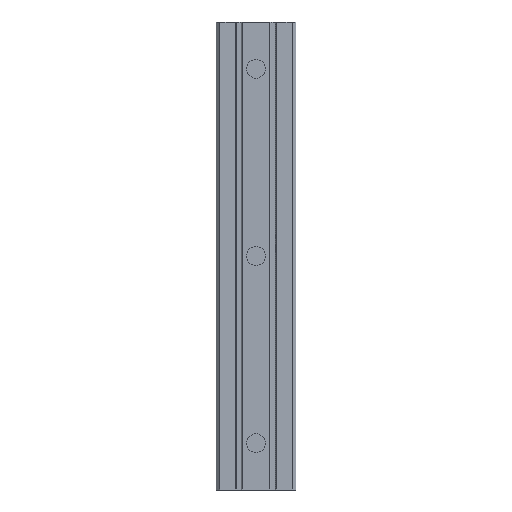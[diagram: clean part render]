
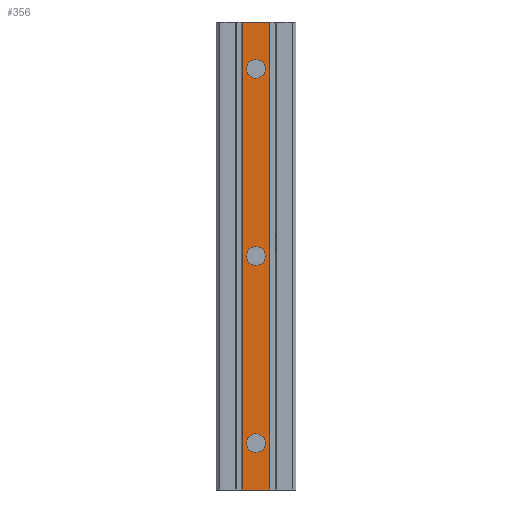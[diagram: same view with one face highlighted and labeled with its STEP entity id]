
A CAD part, front view. The second image highlights one B-rep face of the part: STEP entity #356.
In plain terms, the highlighted planar face has unit normal (0, -1, 0).
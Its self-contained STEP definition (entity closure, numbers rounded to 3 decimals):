
#128 = VERTEX_POINT ( 'NONE', #658 ) ;
#147 = VERTEX_POINT ( 'NONE', #813 ) ;
#149 = EDGE_CURVE ( 'NONE', #147, #150, #812, .T. ) ;
#150 = VERTEX_POINT ( 'NONE', #807 ) ;
#153 = EDGE_CURVE ( 'NONE', #128, #154, #650, .T. ) ;
#154 = VERTEX_POINT ( 'NONE', #645 ) ;
#172 = EDGE_CURVE ( 'NONE', #289, #286, #969, .T. ) ;
#176 = EDGE_CURVE ( 'NONE', #177, #178, #896, .T. ) ;
#177 = VERTEX_POINT ( 'NONE', #892 ) ;
#178 = VERTEX_POINT ( 'NONE', #891 ) ;
#200 = VERTEX_POINT ( 'NONE', #1069 ) ;
#243 = ORIENTED_EDGE ( 'NONE', *, *, #273, .F. ) ;
#244 = ORIENTED_EDGE ( 'NONE', *, *, #149, .F. ) ;
#245 = EDGE_LOOP ( 'NONE', ( #246, #247 ) ) ;
#246 = ORIENTED_EDGE ( 'NONE', *, *, #271, .F. ) ;
#247 = ORIENTED_EDGE ( 'NONE', *, *, #153, .F. ) ;
#248 = EDGE_LOOP ( 'NONE', ( #249, #251, #252, #254 ) ) ;
#249 = ORIENTED_EDGE ( 'NONE', *, *, #250, .F. ) ;
#250 = EDGE_CURVE ( 'NONE', #311, #177, #1045, .T. ) ;
#251 = ORIENTED_EDGE ( 'NONE', *, *, #267, .F. ) ;
#252 = ORIENTED_EDGE ( 'NONE', *, *, #253, .T. ) ;
#253 = EDGE_CURVE ( 'NONE', #200, #178, #1041, .T. ) ;
#254 = ORIENTED_EDGE ( 'NONE', *, *, #176, .F. ) ;
#267 = EDGE_CURVE ( 'NONE', #200, #311, #956, .T. ) ;
#271 = EDGE_CURVE ( 'NONE', #154, #128, #952, .T. ) ;
#273 = EDGE_CURVE ( 'NONE', #150, #147, #940, .T. ) ;
#286 = VERTEX_POINT ( 'NONE', #1104 ) ;
#288 = EDGE_CURVE ( 'NONE', #286, #289, #1103, .T. ) ;
#289 = VERTEX_POINT ( 'NONE', #1098 ) ;
#311 = VERTEX_POINT ( 'NONE', #1270 ) ;
#356 = ADVANCED_FACE ( 'NONE', ( #1184, #1183, #1182, #1181 ), #1180, .F. ) ;
#357 = EDGE_LOOP ( 'NONE', ( #358, #359 ) ) ;
#358 = ORIENTED_EDGE ( 'NONE', *, *, #172, .F. ) ;
#359 = ORIENTED_EDGE ( 'NONE', *, *, #288, .F. ) ;
#360 = EDGE_LOOP ( 'NONE', ( #243, #244 ) ) ;
#645 = CARTESIAN_POINT ( 'NONE',  ( 0., -29., 76. ) ) ;
#646 = DIRECTION ( 'NONE',  ( 0., 0., -1. ) ) ;
#647 = DIRECTION ( 'NONE',  ( 0., -1., 0. ) ) ;
#648 = CARTESIAN_POINT ( 'NONE',  ( 0., -29., 80. ) ) ;
#649 = AXIS2_PLACEMENT_3D ( 'NONE', #648, #647, #646 ) ;
#650 = CIRCLE ( 'NONE', #649, 4. ) ;
#658 = CARTESIAN_POINT ( 'NONE',  ( 0., -29., 84. ) ) ;
#807 = CARTESIAN_POINT ( 'NONE',  ( 0., -29., -4. ) ) ;
#808 = DIRECTION ( 'NONE',  ( 0., 0., -1. ) ) ;
#809 = DIRECTION ( 'NONE',  ( 0., -1., 0. ) ) ;
#810 = CARTESIAN_POINT ( 'NONE',  ( 0., -29., 0. ) ) ;
#811 = AXIS2_PLACEMENT_3D ( 'NONE', #810, #809, #808 ) ;
#812 = CIRCLE ( 'NONE', #811, 4. ) ;
#813 = CARTESIAN_POINT ( 'NONE',  ( 0., -29., 4. ) ) ;
#891 = CARTESIAN_POINT ( 'NONE',  ( 5.85, -29., -100. ) ) ;
#892 = CARTESIAN_POINT ( 'NONE',  ( 5.85, -29., 100. ) ) ;
#893 = DIRECTION ( 'NONE',  ( 0., 0., -1. ) ) ;
#894 = VECTOR ( 'NONE', #893, 1000. ) ;
#895 = CARTESIAN_POINT ( 'NONE',  ( 5.85, -29., 0. ) ) ;
#896 = LINE ( 'NONE', #895, #894 ) ;
#937 = DIRECTION ( 'NONE',  ( 0., 0., -1. ) ) ;
#938 = DIRECTION ( 'NONE',  ( 0., -1., 0. ) ) ;
#939 = AXIS2_PLACEMENT_3D ( 'NONE', #945, #938, #937 ) ;
#940 = CIRCLE ( 'NONE', #939, 4. ) ;
#945 = CARTESIAN_POINT ( 'NONE',  ( 0., -29., 0. ) ) ;
#948 = DIRECTION ( 'NONE',  ( 0., 0., -1. ) ) ;
#949 = DIRECTION ( 'NONE',  ( 0., -1., 0. ) ) ;
#950 = CARTESIAN_POINT ( 'NONE',  ( 0., -29., 80. ) ) ;
#951 = AXIS2_PLACEMENT_3D ( 'NONE', #950, #949, #948 ) ;
#952 = CIRCLE ( 'NONE', #951, 4. ) ;
#953 = DIRECTION ( 'NONE',  ( 0., 0., 1. ) ) ;
#954 = VECTOR ( 'NONE', #953, 1000. ) ;
#955 = CARTESIAN_POINT ( 'NONE',  ( -5.85, -29., 0. ) ) ;
#956 = LINE ( 'NONE', #955, #954 ) ;
#965 = DIRECTION ( 'NONE',  ( 0., 0., -1. ) ) ;
#966 = DIRECTION ( 'NONE',  ( 0., -1., 0. ) ) ;
#967 = CARTESIAN_POINT ( 'NONE',  ( 0., -29., -80. ) ) ;
#968 = AXIS2_PLACEMENT_3D ( 'NONE', #967, #966, #965 ) ;
#969 = CIRCLE ( 'NONE', #968, 4. ) ;
#1038 = DIRECTION ( 'NONE',  ( 1., 0., 0. ) ) ;
#1039 = VECTOR ( 'NONE', #1038, 1000. ) ;
#1040 = CARTESIAN_POINT ( 'NONE',  ( 0., -29., -100. ) ) ;
#1041 = LINE ( 'NONE', #1040, #1039 ) ;
#1042 = DIRECTION ( 'NONE',  ( 1., 0., 0. ) ) ;
#1043 = VECTOR ( 'NONE', #1042, 1000. ) ;
#1044 = CARTESIAN_POINT ( 'NONE',  ( 0., -29., 100. ) ) ;
#1045 = LINE ( 'NONE', #1044, #1043 ) ;
#1069 = CARTESIAN_POINT ( 'NONE',  ( -5.85, -29., -100. ) ) ;
#1098 = CARTESIAN_POINT ( 'NONE',  ( 0., -29., -84. ) ) ;
#1099 = DIRECTION ( 'NONE',  ( 0., 0., -1. ) ) ;
#1100 = DIRECTION ( 'NONE',  ( 0., -1., 0. ) ) ;
#1101 = CARTESIAN_POINT ( 'NONE',  ( 0., -29., -80. ) ) ;
#1102 = AXIS2_PLACEMENT_3D ( 'NONE', #1101, #1100, #1099 ) ;
#1103 = CIRCLE ( 'NONE', #1102, 4. ) ;
#1104 = CARTESIAN_POINT ( 'NONE',  ( 0., -29., -76. ) ) ;
#1176 = DIRECTION ( 'NONE',  ( 0., 0., 1. ) ) ;
#1177 = DIRECTION ( 'NONE',  ( 0., 1., 0. ) ) ;
#1178 = CARTESIAN_POINT ( 'NONE',  ( 0., -29., 0. ) ) ;
#1179 = AXIS2_PLACEMENT_3D ( 'NONE', #1178, #1177, #1176 ) ;
#1180 = PLANE ( 'NONE',  #1179 ) ;
#1181 = FACE_OUTER_BOUND ( 'NONE', #248, .T. ) ;
#1182 = FACE_BOUND ( 'NONE', #245, .T. ) ;
#1183 = FACE_BOUND ( 'NONE', #360, .T. ) ;
#1184 = FACE_BOUND ( 'NONE', #357, .T. ) ;
#1270 = CARTESIAN_POINT ( 'NONE',  ( -5.85, -29., 100. ) ) ;
